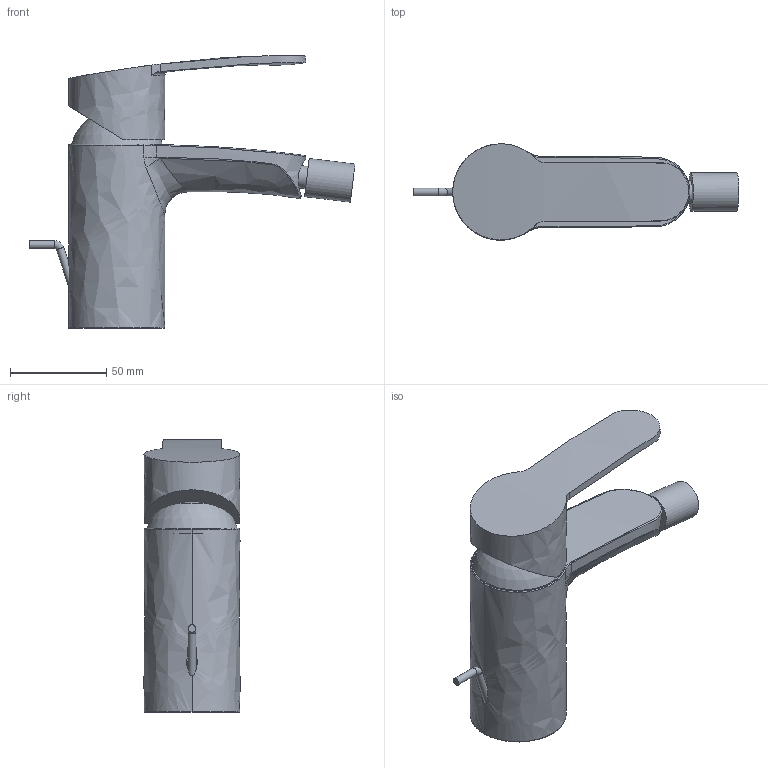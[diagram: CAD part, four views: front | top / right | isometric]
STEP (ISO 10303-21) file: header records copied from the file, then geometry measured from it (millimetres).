
FILE_DESCRIPTION(/* description */ ('Unknown'),/* implementation_level */ '2;1');
FILE_NAME(/* name */ '33565002',/* time_stamp */ '2022-09-10T05:22:31+02:00',/* author */ ('Unknown'),/* organization */ ('GROHE AG'),/* preprocessor_version */ 'ST-DEVELOPER v16.7',/* originating_system */ 'DEX',/* authorisation */ $);
FILE_SCHEMA (('AUTOMOTIVE_DESIGN {1 0 10303 214 3 1 1}'));
Length unit declared in the file: millimetre
Products named in the file (4): 33565002; id11; 100222_EuroStyleCosmo_Bidet_Lob; plane#36
Assembly tree (3 placements, depth 2):
  33565002
    id11
    100222_EuroStyleCosmo_Bidet_Lob
    plane#36
Bounding box: 169.75 x 50 x 142.12 mm (x, y, z)
Surface area: 45707 mm2 (no closed solid volume)
Topology: 0 solids, 6 shells, 47 faces, 109 edges, 71 vertices
Faces by surface type: bspline 27, cylinder 9, plane 8, sphere 1, torus 1, cone 1
Full cylindrical faces by diameter (mm): 4 x2, 5.3 x1, 11.678 x1, 18.6 x1, 19.2 x1, 20 x1, 30 x1, 48.517 x1
Entity records: 3042 total; most frequent: CARTESIAN_POINT 2154, ORIENTED_EDGE 165, DIRECTION 95, EDGE_CURVE 89, B_SPLINE_CURVE_WITH_KNOTS 65, EDGE_LOOP 65, FACE_BOUND 65, VERTEX_POINT 64
